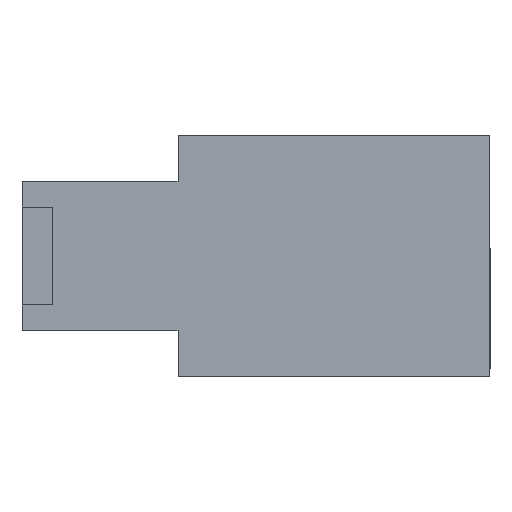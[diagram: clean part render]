
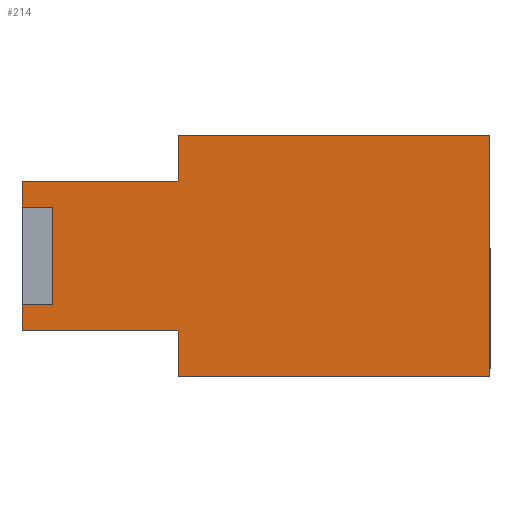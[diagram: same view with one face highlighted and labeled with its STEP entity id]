
A CAD part, left-side view. The second image highlights one B-rep face of the part: STEP entity #214.
In plain terms, the highlighted planar face has unit normal (-1, 0, 0).
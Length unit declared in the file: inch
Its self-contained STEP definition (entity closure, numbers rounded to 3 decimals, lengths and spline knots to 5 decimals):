
#97 = VERTEX_POINT ( 'NONE', #932 ) ;
#99 = EDGE_CURVE ( 'NONE', #115, #97, #1004, .T. ) ;
#115 = VERTEX_POINT ( 'NONE', #979 ) ;
#122 = EDGE_CURVE ( 'NONE', #141, #123, #1031, .T. ) ;
#123 = VERTEX_POINT ( 'NONE', #1027 ) ;
#124 = ORIENTED_EDGE ( 'NONE', *, *, #244, .F. ) ;
#125 = VERTEX_POINT ( 'NONE', #1026 ) ;
#137 = ORIENTED_EDGE ( 'NONE', *, *, #279, .T. ) ;
#138 = ORIENTED_EDGE ( 'NONE', *, *, #99, .T. ) ;
#139 = ORIENTED_EDGE ( 'NONE', *, *, #140, .T. ) ;
#140 = EDGE_CURVE ( 'NONE', #97, #141, #944, .T. ) ;
#141 = VERTEX_POINT ( 'NONE', #940 ) ;
#205 = ORIENTED_EDGE ( 'NONE', *, *, #206, .T. ) ;
#206 = EDGE_CURVE ( 'NONE', #247, #303, #918, .T. ) ;
#207 = ORIENTED_EDGE ( 'NONE', *, *, #302, .T. ) ;
#208 = ORIENTED_EDGE ( 'NONE', *, *, #249, .T. ) ;
#209 = ORIENTED_EDGE ( 'NONE', *, *, #210, .F. ) ;
#210 = EDGE_CURVE ( 'NONE', #337, #274, #914, .T. ) ;
#214 = ADVANCED_FACE ( 'NONE', ( #910 ), #908, .F. ) ;
#215 = EDGE_LOOP ( 'NONE', ( #216, #338, #137, #138, #139, #280, #124, #245, #205, #207, #208, #209 ) ) ;
#216 = ORIENTED_EDGE ( 'NONE', *, *, #335, .F. ) ;
#225 = VERTEX_POINT ( 'NONE', #893 ) ;
#244 = EDGE_CURVE ( 'NONE', #125, #123, #1076, .T. ) ;
#245 = ORIENTED_EDGE ( 'NONE', *, *, #246, .F. ) ;
#246 = EDGE_CURVE ( 'NONE', #247, #125, #1086, .T. ) ;
#247 = VERTEX_POINT ( 'NONE', #1074 ) ;
#249 = EDGE_CURVE ( 'NONE', #225, #274, #1157, .T. ) ;
#255 = VERTEX_POINT ( 'NONE', #1077 ) ;
#274 = VERTEX_POINT ( 'NONE', #1115 ) ;
#279 = EDGE_CURVE ( 'NONE', #255, #115, #1061, .T. ) ;
#280 = ORIENTED_EDGE ( 'NONE', *, *, #122, .T. ) ;
#302 = EDGE_CURVE ( 'NONE', #303, #225, #1153, .T. ) ;
#303 = VERTEX_POINT ( 'NONE', #1149 ) ;
#335 = EDGE_CURVE ( 'NONE', #336, #337, #1268, .T. ) ;
#336 = VERTEX_POINT ( 'NONE', #1264 ) ;
#337 = VERTEX_POINT ( 'NONE', #1263 ) ;
#338 = ORIENTED_EDGE ( 'NONE', *, *, #339, .T. ) ;
#339 = EDGE_CURVE ( 'NONE', #336, #255, #1262, .T. ) ;
#893 = CARTESIAN_POINT ( 'NONE',  ( -0.59, 0.455, 0.38045 ) ) ;
#904 = DIRECTION ( 'NONE',  ( 0., 1., 0. ) ) ;
#905 = DIRECTION ( 'NONE',  ( 1., 0., 0. ) ) ;
#906 = CARTESIAN_POINT ( 'NONE',  ( -0.59, 0.455, 0.47 ) ) ;
#907 = AXIS2_PLACEMENT_3D ( 'NONE', #906, #905, #904 ) ;
#908 = PLANE ( 'NONE',  #907 ) ;
#910 = FACE_OUTER_BOUND ( 'NONE', #215, .T. ) ;
#911 = DIRECTION ( 'NONE',  ( 0., 1., 0. ) ) ;
#912 = VECTOR ( 'NONE', #911, 39.37008 ) ;
#913 = CARTESIAN_POINT ( 'NONE',  ( -0.59, 0.395, 0.33023 ) ) ;
#914 = LINE ( 'NONE', #913, #912 ) ;
#915 = DIRECTION ( 'NONE',  ( 0., 0., -1. ) ) ;
#916 = VECTOR ( 'NONE', #915, 39.37008 ) ;
#917 = CARTESIAN_POINT ( 'NONE',  ( -0.59, 0.15167, 0.47 ) ) ;
#918 = LINE ( 'NONE', #917, #916 ) ;
#932 = CARTESIAN_POINT ( 'NONE',  ( -0.59, 0.15167, 0.08955 ) ) ;
#940 = CARTESIAN_POINT ( 'NONE',  ( -0.59, 0.15167, 0. ) ) ;
#941 = DIRECTION ( 'NONE',  ( 0., 0., -1. ) ) ;
#942 = VECTOR ( 'NONE', #941, 39.37008 ) ;
#943 = CARTESIAN_POINT ( 'NONE',  ( -0.59, 0.15167, 0. ) ) ;
#944 = LINE ( 'NONE', #943, #942 ) ;
#979 = CARTESIAN_POINT ( 'NONE',  ( -0.59, 0.455, 0.08955 ) ) ;
#1003 = CARTESIAN_POINT ( 'NONE',  ( -0.59, 0.455, 0.08955 ) ) ;
#1004 = LINE ( 'NONE', #1003, #1009 ) ;
#1008 = DIRECTION ( 'NONE',  ( 0., -1., 0. ) ) ;
#1009 = VECTOR ( 'NONE', #1008, 39.37008 ) ;
#1026 = CARTESIAN_POINT ( 'NONE',  ( -0.59, -0.455, 0.47 ) ) ;
#1027 = CARTESIAN_POINT ( 'NONE',  ( -0.59, -0.455, 0. ) ) ;
#1028 = DIRECTION ( 'NONE',  ( 0., -1., 0. ) ) ;
#1029 = VECTOR ( 'NONE', #1028, 39.37008 ) ;
#1030 = CARTESIAN_POINT ( 'NONE',  ( -0.59, 0.455, 0. ) ) ;
#1031 = LINE ( 'NONE', #1030, #1029 ) ;
#1059 = VECTOR ( 'NONE', #1098, 39.37008 ) ;
#1060 = CARTESIAN_POINT ( 'NONE',  ( -0.59, 0.455, 0.47 ) ) ;
#1061 = LINE ( 'NONE', #1060, #1059 ) ;
#1074 = CARTESIAN_POINT ( 'NONE',  ( -0.59, 0.15167, 0.47 ) ) ;
#1075 = DIRECTION ( 'NONE',  ( 0., -1., 0. ) ) ;
#1076 = LINE ( 'NONE', #1091, #1090 ) ;
#1077 = CARTESIAN_POINT ( 'NONE',  ( -0.59, 0.455, 0.13978 ) ) ;
#1086 = LINE ( 'NONE', #1104, #1103 ) ;
#1087 = DIRECTION ( 'NONE',  ( 0., 0., -1. ) ) ;
#1090 = VECTOR ( 'NONE', #1110, 39.37008 ) ;
#1091 = CARTESIAN_POINT ( 'NONE',  ( -0.59, -0.455, 0.47 ) ) ;
#1098 = DIRECTION ( 'NONE',  ( 0., 0., -1. ) ) ;
#1103 = VECTOR ( 'NONE', #1075, 39.37008 ) ;
#1104 = CARTESIAN_POINT ( 'NONE',  ( -0.59, 0.455, 0.47 ) ) ;
#1110 = DIRECTION ( 'NONE',  ( 0., 0., -1. ) ) ;
#1115 = CARTESIAN_POINT ( 'NONE',  ( -0.59, 0.455, 0.33023 ) ) ;
#1149 = CARTESIAN_POINT ( 'NONE',  ( -0.59, 0.15167, 0.38045 ) ) ;
#1150 = DIRECTION ( 'NONE',  ( 0., 1., 0. ) ) ;
#1151 = VECTOR ( 'NONE', #1150, 39.37008 ) ;
#1152 = CARTESIAN_POINT ( 'NONE',  ( -0.59, 0.455, 0.38045 ) ) ;
#1153 = LINE ( 'NONE', #1152, #1151 ) ;
#1155 = VECTOR ( 'NONE', #1087, 39.37008 ) ;
#1156 = CARTESIAN_POINT ( 'NONE',  ( -0.59, 0.455, 0.47 ) ) ;
#1157 = LINE ( 'NONE', #1156, #1155 ) ;
#1259 = DIRECTION ( 'NONE',  ( 0., 1., 0. ) ) ;
#1260 = VECTOR ( 'NONE', #1259, 39.37008 ) ;
#1261 = CARTESIAN_POINT ( 'NONE',  ( -0.59, 0.395, 0.13978 ) ) ;
#1262 = LINE ( 'NONE', #1261, #1260 ) ;
#1263 = CARTESIAN_POINT ( 'NONE',  ( -0.59, 0.395, 0.33023 ) ) ;
#1264 = CARTESIAN_POINT ( 'NONE',  ( -0.59, 0.395, 0.13978 ) ) ;
#1265 = DIRECTION ( 'NONE',  ( 0., 0., 1. ) ) ;
#1266 = VECTOR ( 'NONE', #1265, 39.37008 ) ;
#1267 = CARTESIAN_POINT ( 'NONE',  ( -0.59, 0.395, 0.13978 ) ) ;
#1268 = LINE ( 'NONE', #1267, #1266 ) ;
